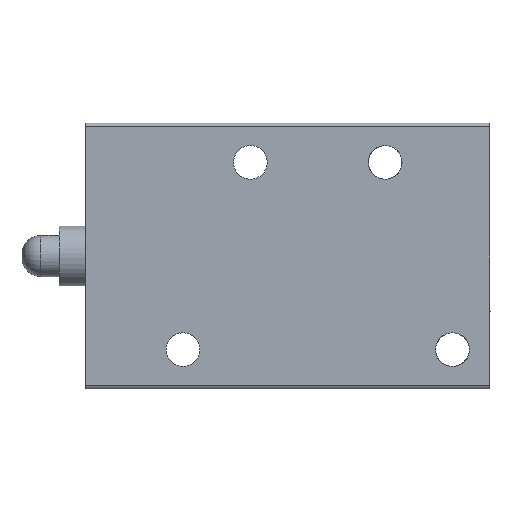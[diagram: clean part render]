
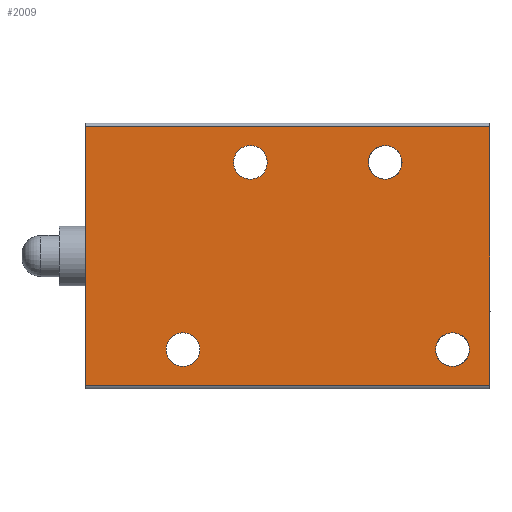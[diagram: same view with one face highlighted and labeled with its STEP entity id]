
A CAD part, left-side view. The second image highlights one B-rep face of the part: STEP entity #2009.
In plain terms, the highlighted planar face has unit normal (-1, 0, 0).
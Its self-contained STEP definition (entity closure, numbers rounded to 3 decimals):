
#2009 = ADVANCED_FACE ( 'NONE', ( #11513, #11514, #11515, #11516, #11517 ), #13287, .F. ) ;
#3324 = CARTESIAN_POINT ( 'NONE',  ( -10.5, 14., -14.75 ) ) ;
#3334 = CARTESIAN_POINT ( 'NONE',  ( -10.5, -27., -17.25 ) ) ;
#3339 = CARTESIAN_POINT ( 'NONE',  ( -10.5, 27., -17.25 ) ) ;
#3394 = CARTESIAN_POINT ( 'NONE',  ( -10.5, 14., -10.25 ) ) ;
#3439 = CARTESIAN_POINT ( 'NONE',  ( -10.5, -13., 14.75 ) ) ;
#3457 = CARTESIAN_POINT ( 'NONE',  ( -10.5, -22., -14.75 ) ) ;
#3564 = CARTESIAN_POINT ( 'NONE',  ( -10.5, 5., 10.25 ) ) ;
#3687 = CARTESIAN_POINT ( 'NONE',  ( -10.5, -22., -10.25 ) ) ;
#3692 = CARTESIAN_POINT ( 'NONE',  ( -10.5, 5., 14.75 ) ) ;
#3704 = CARTESIAN_POINT ( 'NONE',  ( -10.5, -13., 10.25 ) ) ;
#3735 = CARTESIAN_POINT ( 'NONE',  ( -10.5, -27., 17.25 ) ) ;
#3862 = CARTESIAN_POINT ( 'NONE',  ( -10.5, 27., 17.25 ) ) ;
#3915 = DIRECTION ( 'NONE',  ( 0., 0., -1. ) ) ;
#3916 = DIRECTION ( 'NONE',  ( 1., 0., 0. ) ) ;
#3917 = CARTESIAN_POINT ( 'NONE',  ( -10.5, 14., -12.5 ) ) ;
#3947 = DIRECTION ( 'NONE',  ( 0., 1., 0. ) ) ;
#3948 = CARTESIAN_POINT ( 'NONE',  ( -10.5, -27.5, 17.25 ) ) ;
#4438 = LINE ( 'NONE', #5590, #4439 ) ;
#4439 = VECTOR ( 'NONE', #5589, 1000. ) ;
#4458 = CIRCLE ( 'NONE', #7552, 2.25 ) ;
#4500 = CIRCLE ( 'NONE', #7557, 2.25 ) ;
#4507 = CIRCLE ( 'NONE', #7559, 2.25 ) ;
#4520 = LINE ( 'NONE', #5273, #4522 ) ;
#4522 = VECTOR ( 'NONE', #5272, 1000. ) ;
#4524 = LINE ( 'NONE', #5263, #4525 ) ;
#4525 = VECTOR ( 'NONE', #5262, 1000. ) ;
#4548 = CIRCLE ( 'NONE', #7573, 2.25 ) ;
#4573 = CIRCLE ( 'NONE', #7585, 2.25 ) ;
#4597 = CIRCLE ( 'NONE', #7587, 2.25 ) ;
#4618 = CIRCLE ( 'NONE', #7592, 2.25 ) ;
#4641 = LINE ( 'NONE', #3948, #4642 ) ;
#4642 = VECTOR ( 'NONE', #3947, 1000. ) ;
#4645 = CIRCLE ( 'NONE', #7597, 2.25 ) ;
#4945 = DIRECTION ( 'NONE',  ( 0., 0., -1. ) ) ;
#4946 = DIRECTION ( 'NONE',  ( 1., 0., 0. ) ) ;
#4947 = CARTESIAN_POINT ( 'NONE',  ( -10.5, -22., -12.5 ) ) ;
#5046 = DIRECTION ( 'NONE',  ( 0., 0., -1. ) ) ;
#5047 = DIRECTION ( 'NONE',  ( 1., 0., 0. ) ) ;
#5048 = CARTESIAN_POINT ( 'NONE',  ( -10.5, -13., 12.5 ) ) ;
#5101 = DIRECTION ( 'NONE',  ( 0., 0., -1. ) ) ;
#5102 = DIRECTION ( 'NONE',  ( 1., 0., 0. ) ) ;
#5103 = CARTESIAN_POINT ( 'NONE',  ( -10.5, 14., -12.5 ) ) ;
#5207 = DIRECTION ( 'NONE',  ( 0., 0., -1. ) ) ;
#5208 = DIRECTION ( 'NONE',  ( 1., 0., 0. ) ) ;
#5209 = CARTESIAN_POINT ( 'NONE',  ( -10.5, 5., 12.5 ) ) ;
#5262 = DIRECTION ( 'NONE',  ( 0., 0., -1. ) ) ;
#5263 = CARTESIAN_POINT ( 'NONE',  ( -10.5, -27., 17.25 ) ) ;
#5272 = DIRECTION ( 'NONE',  ( 0., 0., 1. ) ) ;
#5273 = CARTESIAN_POINT ( 'NONE',  ( -10.5, 27., -17.25 ) ) ;
#5339 = DIRECTION ( 'NONE',  ( 0., 0., -1. ) ) ;
#5340 = DIRECTION ( 'NONE',  ( 1., 0., 0. ) ) ;
#5341 = CARTESIAN_POINT ( 'NONE',  ( -10.5, -13., 12.5 ) ) ;
#5359 = DIRECTION ( 'NONE',  ( 0., 0., -1. ) ) ;
#5360 = DIRECTION ( 'NONE',  ( 1., 0., 0. ) ) ;
#5361 = CARTESIAN_POINT ( 'NONE',  ( -10.5, -22., -12.5 ) ) ;
#5480 = DIRECTION ( 'NONE',  ( 0., 0., -1. ) ) ;
#5481 = DIRECTION ( 'NONE',  ( 1., 0., 0. ) ) ;
#5482 = CARTESIAN_POINT ( 'NONE',  ( -10.5, 5., 12.5 ) ) ;
#5589 = DIRECTION ( 'NONE',  ( 0., -1., 0. ) ) ;
#5590 = CARTESIAN_POINT ( 'NONE',  ( -10.5, -27.5, -17.25 ) ) ;
#7552 = AXIS2_PLACEMENT_3D ( 'NONE', #5482, #5481, #5480 ) ;
#7557 = AXIS2_PLACEMENT_3D ( 'NONE', #5361, #5360, #5359 ) ;
#7559 = AXIS2_PLACEMENT_3D ( 'NONE', #5341, #5340, #5339 ) ;
#7573 = AXIS2_PLACEMENT_3D ( 'NONE', #5209, #5208, #5207 ) ;
#7585 = AXIS2_PLACEMENT_3D ( 'NONE', #5103, #5102, #5101 ) ;
#7587 = AXIS2_PLACEMENT_3D ( 'NONE', #5048, #5047, #5046 ) ;
#7592 = AXIS2_PLACEMENT_3D ( 'NONE', #4947, #4946, #4945 ) ;
#7597 = AXIS2_PLACEMENT_3D ( 'NONE', #3917, #3916, #3915 ) ;
#8146 = EDGE_CURVE ( 'NONE', #9176, #9181, #4438, .T. ) ;
#8167 = EDGE_CURVE ( 'NONE', #8948, #8782, #4458, .T. ) ;
#8202 = EDGE_CURVE ( 'NONE', #8787, #9055, #4500, .T. ) ;
#8208 = EDGE_CURVE ( 'NONE', #9073, #8770, #4507, .T. ) ;
#8225 = EDGE_CURVE ( 'NONE', #9176, #8505, #4520, .T. ) ;
#8228 = EDGE_CURVE ( 'NONE', #8738, #9181, #4524, .T. ) ;
#8245 = EDGE_CURVE ( 'NONE', #8782, #8948, #4548, .T. ) ;
#8269 = EDGE_CURVE ( 'NONE', #9121, #9191, #4573, .T. ) ;
#8286 = EDGE_CURVE ( 'NONE', #8770, #9073, #4597, .T. ) ;
#8308 = EDGE_CURVE ( 'NONE', #9055, #8787, #4618, .T. ) ;
#8327 = EDGE_CURVE ( 'NONE', #8738, #8505, #4641, .T. ) ;
#8332 = EDGE_CURVE ( 'NONE', #9191, #9121, #4645, .T. ) ;
#8423 = AXIS2_PLACEMENT_3D ( 'NONE', #13310, #13290, #13289 ) ;
#8505 = VERTEX_POINT ( 'NONE', #3862 ) ;
#8738 = VERTEX_POINT ( 'NONE', #3735 ) ;
#8770 = VERTEX_POINT ( 'NONE', #3704 ) ;
#8782 = VERTEX_POINT ( 'NONE', #3692 ) ;
#8787 = VERTEX_POINT ( 'NONE', #3687 ) ;
#8948 = VERTEX_POINT ( 'NONE', #3564 ) ;
#9055 = VERTEX_POINT ( 'NONE', #3457 ) ;
#9073 = VERTEX_POINT ( 'NONE', #3439 ) ;
#9121 = VERTEX_POINT ( 'NONE', #3394 ) ;
#9176 = VERTEX_POINT ( 'NONE', #3339 ) ;
#9181 = VERTEX_POINT ( 'NONE', #3334 ) ;
#9191 = VERTEX_POINT ( 'NONE', #3324 ) ;
#11513 = FACE_BOUND ( 'NONE', #12227, .T. ) ;
#11514 = FACE_BOUND ( 'NONE', #12267, .T. ) ;
#11515 = FACE_BOUND ( 'NONE', #12260, .T. ) ;
#11516 = FACE_BOUND ( 'NONE', #12259, .T. ) ;
#11517 = FACE_OUTER_BOUND ( 'NONE', #12258, .T. ) ;
#12178 = ORIENTED_EDGE ( 'NONE', *, *, #8146, .T. ) ;
#12179 = ORIENTED_EDGE ( 'NONE', *, *, #8225, .F. ) ;
#12180 = ORIENTED_EDGE ( 'NONE', *, *, #8327, .T. ) ;
#12181 = ORIENTED_EDGE ( 'NONE', *, *, #8228, .F. ) ;
#12182 = ORIENTED_EDGE ( 'NONE', *, *, #8245, .T. ) ;
#12183 = ORIENTED_EDGE ( 'NONE', *, *, #8167, .T. ) ;
#12184 = ORIENTED_EDGE ( 'NONE', *, *, #8208, .T. ) ;
#12185 = ORIENTED_EDGE ( 'NONE', *, *, #8286, .T. ) ;
#12186 = ORIENTED_EDGE ( 'NONE', *, *, #8269, .T. ) ;
#12187 = ORIENTED_EDGE ( 'NONE', *, *, #8332, .T. ) ;
#12188 = ORIENTED_EDGE ( 'NONE', *, *, #8202, .T. ) ;
#12189 = ORIENTED_EDGE ( 'NONE', *, *, #8308, .T. ) ;
#12227 = EDGE_LOOP ( 'NONE', ( #12189, #12188 ) ) ;
#12258 = EDGE_LOOP ( 'NONE', ( #12181, #12180, #12179, #12178 ) ) ;
#12259 = EDGE_LOOP ( 'NONE', ( #12183, #12182 ) ) ;
#12260 = EDGE_LOOP ( 'NONE', ( #12185, #12184 ) ) ;
#12267 = EDGE_LOOP ( 'NONE', ( #12187, #12186 ) ) ;
#13287 = PLANE ( 'NONE',  #8423 ) ;
#13289 = DIRECTION ( 'NONE',  ( 0., 0., -1. ) ) ;
#13290 = DIRECTION ( 'NONE',  ( 1., 0., 0. ) ) ;
#13310 = CARTESIAN_POINT ( 'NONE',  ( -10.5, -27.5, 17.75 ) ) ;
